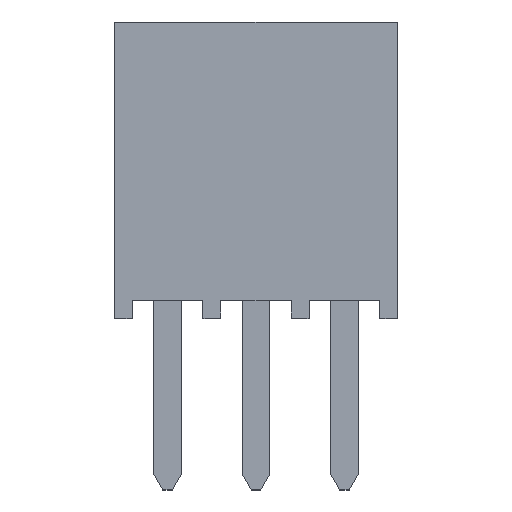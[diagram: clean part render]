
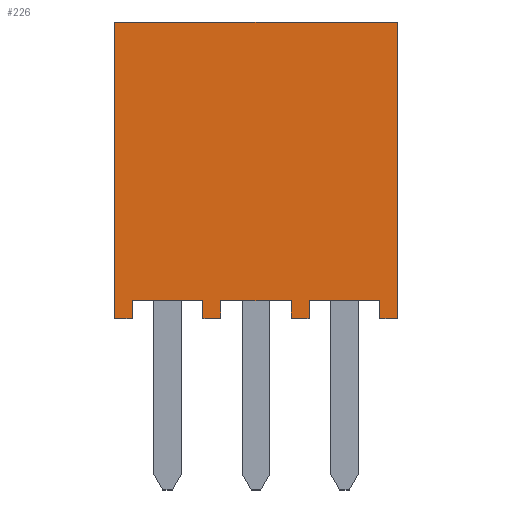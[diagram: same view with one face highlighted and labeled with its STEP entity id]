
A CAD part, top view. The second image highlights one B-rep face of the part: STEP entity #226.
In plain terms, the highlighted planar face has unit normal (0, 0, 1).
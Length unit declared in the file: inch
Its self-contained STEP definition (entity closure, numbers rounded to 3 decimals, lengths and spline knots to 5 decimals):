
#226 = ADVANCED_FACE( '', ( #485 ), #486, .F. );
#485 = FACE_OUTER_BOUND( '', #787, .T. );
#486 = PLANE( '', #788 );
#787 = EDGE_LOOP( '', ( #1298, #1299, #1300, #1301, #1302, #1303, #1304, #1305, #1306, #1307, #1308, #1309, #1310, #1311, #1312, #1313 ) );
#788 = AXIS2_PLACEMENT_3D( '', #1314, #1315, #1316 );
#1298 = ORIENTED_EDGE( '', *, *, #1840, .F. );
#1299 = ORIENTED_EDGE( '', *, *, #1815, .T. );
#1300 = ORIENTED_EDGE( '', *, *, #1974, .F. );
#1301 = ORIENTED_EDGE( '', *, *, #1932, .F. );
#1302 = ORIENTED_EDGE( '', *, *, #1991, .T. );
#1303 = ORIENTED_EDGE( '', *, *, #1992, .T. );
#1304 = ORIENTED_EDGE( '', *, *, #1993, .F. );
#1305 = ORIENTED_EDGE( '', *, *, #1994, .F. );
#1306 = ORIENTED_EDGE( '', *, *, #1977, .F. );
#1307 = ORIENTED_EDGE( '', *, *, #1995, .T. );
#1308 = ORIENTED_EDGE( '', *, *, #1996, .F. );
#1309 = ORIENTED_EDGE( '', *, *, #1997, .F. );
#1310 = ORIENTED_EDGE( '', *, *, #1831, .F. );
#1311 = ORIENTED_EDGE( '', *, *, #1998, .T. );
#1312 = ORIENTED_EDGE( '', *, *, #1999, .F. );
#1313 = ORIENTED_EDGE( '', *, *, #1954, .F. );
#1314 = CARTESIAN_POINT( '', ( -0.16, 0.335, 0.0975 ) );
#1315 = DIRECTION( '', ( 0., 0., -1. ) );
#1316 = DIRECTION( '', ( -1., 0., 0. ) );
#1815 = EDGE_CURVE( '', #2149, #2153, #2155, .T. );
#1831 = EDGE_CURVE( '', #2182, #2184, #2185, .T. );
#1840 = EDGE_CURVE( '', #2149, #2199, #2200, .T. );
#1932 = EDGE_CURVE( '', #2353, #2355, #2356, .T. );
#1954 = EDGE_CURVE( '', #2199, #2392, #2393, .T. );
#1974 = EDGE_CURVE( '', #2355, #2153, #2422, .T. );
#1977 = EDGE_CURVE( '', #2424, #2426, #2427, .T. );
#1991 = EDGE_CURVE( '', #2353, #2445, #2446, .T. );
#1992 = EDGE_CURVE( '', #2445, #2447, #2448, .T. );
#1993 = EDGE_CURVE( '', #2449, #2447, #2450, .T. );
#1994 = EDGE_CURVE( '', #2426, #2449, #2451, .T. );
#1995 = EDGE_CURVE( '', #2424, #2452, #2453, .T. );
#1996 = EDGE_CURVE( '', #2454, #2452, #2455, .T. );
#1997 = EDGE_CURVE( '', #2184, #2454, #2456, .T. );
#1998 = EDGE_CURVE( '', #2182, #2457, #2458, .T. );
#1999 = EDGE_CURVE( '', #2392, #2457, #2459, .T. );
#2149 = VERTEX_POINT( '', #2645 );
#2153 = VERTEX_POINT( '', #2651 );
#2155 = LINE( '', #2654, #2655 );
#2182 = VERTEX_POINT( '', #2693 );
#2184 = VERTEX_POINT( '', #2696 );
#2185 = LINE( '', #2697, #2698 );
#2199 = VERTEX_POINT( '', #2718 );
#2200 = LINE( '', #2719, #2720 );
#2353 = VERTEX_POINT( '', #2949 );
#2355 = VERTEX_POINT( '', #2952 );
#2356 = LINE( '', #2953, #2954 );
#2392 = VERTEX_POINT( '', #3007 );
#2393 = LINE( '', #3008, #3009 );
#2422 = LINE( '', #3051, #3052 );
#2424 = VERTEX_POINT( '', #3054 );
#2426 = VERTEX_POINT( '', #3057 );
#2427 = LINE( '', #3058, #3059 );
#2445 = VERTEX_POINT( '', #3086 );
#2446 = LINE( '', #3087, #3088 );
#2447 = VERTEX_POINT( '', #3089 );
#2448 = LINE( '', #3090, #3091 );
#2449 = VERTEX_POINT( '', #3092 );
#2450 = LINE( '', #3093, #3094 );
#2451 = LINE( '', #3095, #3096 );
#2452 = VERTEX_POINT( '', #3097 );
#2453 = LINE( '', #3098, #3099 );
#2454 = VERTEX_POINT( '', #3100 );
#2455 = LINE( '', #3101, #3102 );
#2456 = LINE( '', #3103, #3104 );
#2457 = VERTEX_POINT( '', #3105 );
#2458 = LINE( '', #3106, #3107 );
#2459 = LINE( '', #3108, #3109 );
#2645 = CARTESIAN_POINT( '', ( 0.14, 0., 0.0975 ) );
#2651 = CARTESIAN_POINT( '', ( 0.16, 0., 0.0975 ) );
#2654 = CARTESIAN_POINT( '', ( -0.16, 0., 0.0975 ) );
#2655 = VECTOR( '', #3363, 39.37008 );
#2693 = CARTESIAN_POINT( '', ( 0.04, 0., 0.0975 ) );
#2696 = CARTESIAN_POINT( '', ( 0.04, 0.02, 0.0975 ) );
#2697 = CARTESIAN_POINT( '', ( 0.04, 0.335, 0.0975 ) );
#2698 = VECTOR( '', #3376, 39.37008 );
#2718 = CARTESIAN_POINT( '', ( 0.14, 0.02, 0.0975 ) );
#2719 = CARTESIAN_POINT( '', ( 0.14, 0.335, 0.0975 ) );
#2720 = VECTOR( '', #3383, 39.37008 );
#2949 = CARTESIAN_POINT( '', ( -0.16, 0.335, 0.0975 ) );
#2952 = CARTESIAN_POINT( '', ( 0.16, 0.335, 0.0975 ) );
#2953 = CARTESIAN_POINT( '', ( -0.16, 0.335, 0.0975 ) );
#2954 = VECTOR( '', #3461, 39.37008 );
#3007 = CARTESIAN_POINT( '', ( 0.06, 0.02, 0.0975 ) );
#3008 = CARTESIAN_POINT( '', ( -0.16, 0.02, 0.0975 ) );
#3009 = VECTOR( '', #3479, 39.37008 );
#3051 = CARTESIAN_POINT( '', ( 0.16, 0.335, 0.0975 ) );
#3052 = VECTOR( '', #3493, 39.37008 );
#3054 = CARTESIAN_POINT( '', ( -0.06, 0., 0.0975 ) );
#3057 = CARTESIAN_POINT( '', ( -0.06, 0.02, 0.0975 ) );
#3058 = CARTESIAN_POINT( '', ( -0.06, 0.335, 0.0975 ) );
#3059 = VECTOR( '', #3495, 39.37008 );
#3086 = CARTESIAN_POINT( '', ( -0.16, 0., 0.0975 ) );
#3087 = CARTESIAN_POINT( '', ( -0.16, 0.335, 0.0975 ) );
#3088 = VECTOR( '', #3505, 39.37008 );
#3089 = CARTESIAN_POINT( '', ( -0.14, 0., 0.0975 ) );
#3090 = CARTESIAN_POINT( '', ( -0.16, 0., 0.0975 ) );
#3091 = VECTOR( '', #3506, 39.37008 );
#3092 = CARTESIAN_POINT( '', ( -0.14, 0.02, 0.0975 ) );
#3093 = CARTESIAN_POINT( '', ( -0.14, 0.335, 0.0975 ) );
#3094 = VECTOR( '', #3507, 39.37008 );
#3095 = CARTESIAN_POINT( '', ( -0.16, 0.02, 0.0975 ) );
#3096 = VECTOR( '', #3508, 39.37008 );
#3097 = CARTESIAN_POINT( '', ( -0.04, 0., 0.0975 ) );
#3098 = CARTESIAN_POINT( '', ( -0.16, 0., 0.0975 ) );
#3099 = VECTOR( '', #3509, 39.37008 );
#3100 = CARTESIAN_POINT( '', ( -0.04, 0.02, 0.0975 ) );
#3101 = CARTESIAN_POINT( '', ( -0.04, 0.335, 0.0975 ) );
#3102 = VECTOR( '', #3510, 39.37008 );
#3103 = CARTESIAN_POINT( '', ( -0.16, 0.02, 0.0975 ) );
#3104 = VECTOR( '', #3511, 39.37008 );
#3105 = CARTESIAN_POINT( '', ( 0.06, 0., 0.0975 ) );
#3106 = CARTESIAN_POINT( '', ( -0.16, 0., 0.0975 ) );
#3107 = VECTOR( '', #3512, 39.37008 );
#3108 = CARTESIAN_POINT( '', ( 0.06, 0.335, 0.0975 ) );
#3109 = VECTOR( '', #3513, 39.37008 );
#3363 = DIRECTION( '', ( 1., 0., 0. ) );
#3376 = DIRECTION( '', ( 0., 1., 0. ) );
#3383 = DIRECTION( '', ( 0., 1., 0. ) );
#3461 = DIRECTION( '', ( 1., 0., 0. ) );
#3479 = DIRECTION( '', ( -1., 0., 0. ) );
#3493 = DIRECTION( '', ( 0., -1., 0. ) );
#3495 = DIRECTION( '', ( 0., 1., 0. ) );
#3505 = DIRECTION( '', ( 0., -1., 0. ) );
#3506 = DIRECTION( '', ( 1., 0., 0. ) );
#3507 = DIRECTION( '', ( 0., -1., 0. ) );
#3508 = DIRECTION( '', ( -1., 0., 0. ) );
#3509 = DIRECTION( '', ( 1., 0., 0. ) );
#3510 = DIRECTION( '', ( 0., -1., 0. ) );
#3511 = DIRECTION( '', ( -1., 0., 0. ) );
#3512 = DIRECTION( '', ( 1., 0., 0. ) );
#3513 = DIRECTION( '', ( 0., -1., 0. ) );
